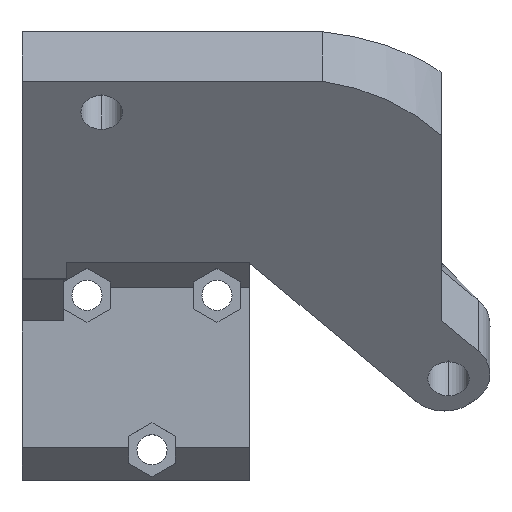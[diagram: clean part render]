
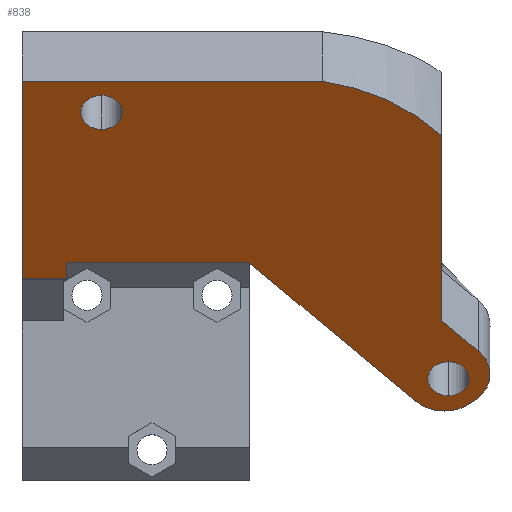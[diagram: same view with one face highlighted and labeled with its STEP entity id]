
A CAD part, top view. The second image highlights one B-rep face of the part: STEP entity #838.
In plain terms, the highlighted planar face has unit normal (0, -0.574, 0.819).
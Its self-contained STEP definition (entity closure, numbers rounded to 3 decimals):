
#42 = ORIENTED_EDGE ( 'NONE', *, *, #1806, .T. ) ;
#68 = CARTESIAN_POINT ( 'NONE',  ( 52.5, 10.296, 56.609 ) ) ;
#69 = ORIENTED_EDGE ( 'NONE', *, *, #3732, .T. ) ;
#92 = CARTESIAN_POINT ( 'NONE',  ( 29.78, 25.151, 67.01 ) ) ;
#98 = VECTOR ( 'NONE', #1930, 1000. ) ;
#133 = DIRECTION ( 'NONE',  ( 0., -0.819, -0.574 ) ) ;
#230 = CARTESIAN_POINT ( 'NONE',  ( 0., 48.963, 83.683 ) ) ;
#237 = CARTESIAN_POINT ( 'NONE',  ( 51.987, 8.424, 55.298 ) ) ;
#247 = DIRECTION ( 'NONE',  ( 0., 0.819, 0.574 ) ) ;
#258 = ORIENTED_EDGE ( 'NONE', *, *, #2081, .T. ) ;
#290 = EDGE_CURVE ( 'NONE', #3523, #3612, #1230, .T. ) ;
#430 = CARTESIAN_POINT ( 'NONE',  ( 0., 24.7, 66.694 ) ) ;
#539 = CARTESIAN_POINT ( 'NONE',  ( 51.987, 12.52, 58.166 ) ) ;
#612 = VERTEX_POINT ( 'NONE', #2942 ) ;
#652 = CARTESIAN_POINT ( 'NONE',  ( 55.124, 9.33, 55.932 ) ) ;
#780 = EDGE_CURVE ( 'NONE', #2899, #2262, #3856, .T. ) ;
#809 = ORIENTED_EDGE ( 'NONE', *, *, #828, .T. ) ;
#828 = EDGE_CURVE ( 'NONE', #612, #4196, #2158, .T. ) ;
#838 = ADVANCED_FACE ( 'NONE', ( #1082, #1804, #1023 ), #1362, .F. ) ;
#849 = AXIS2_PLACEMENT_3D ( 'NONE', #2205, #2227, #1611 ) ;
#890 = VERTEX_POINT ( 'NONE', #652 ) ;
#918 = VERTEX_POINT ( 'NONE', #3310 ) ;
#933 = AXIS2_PLACEMENT_3D ( 'NONE', #539, #4441, #4046 ) ;
#934 = LINE ( 'NONE', #230, #3637 ) ;
#956 = EDGE_CURVE ( 'NONE', #1151, #1207, #3402, .T. ) ;
#977 = EDGE_CURVE ( 'NONE', #3012, #3223, #3773, .T. ) ;
#1015 = VECTOR ( 'NONE', #2104, 1000. ) ;
#1023 = FACE_BOUND ( 'NONE', #3009, .T. ) ;
#1069 = AXIS2_PLACEMENT_3D ( 'NONE', #3577, #3238, #2803 ) ;
#1082 = FACE_OUTER_BOUND ( 'NONE', #3741, .T. ) ;
#1137 = DIRECTION ( 'NONE',  ( 0.702, -0.584, -0.409 ) ) ;
#1151 = VERTEX_POINT ( 'NONE', #1653 ) ;
#1180 = DIRECTION ( 'NONE',  ( 0., -0.574, 0.819 ) ) ;
#1201 = DIRECTION ( 'NONE',  ( 0., -0.819, -0.574 ) ) ;
#1207 = VERTEX_POINT ( 'NONE', #68 ) ;
#1214 = DIRECTION ( 'NONE',  ( -1., 0., 0. ) ) ;
#1230 = LINE ( 'NONE', #3746, #98 ) ;
#1243 = LINE ( 'NONE', #3006, #1520 ) ;
#1250 = DIRECTION ( 'NONE',  ( 0., -0.574, 0.819 ) ) ;
#1362 = PLANE ( 'NONE',  #1069 ) ;
#1489 = CARTESIAN_POINT ( 'NONE',  ( 55.747, 9.742, 56.22 ) ) ;
#1520 = VECTOR ( 'NONE', #1214, 1000. ) ;
#1525 = VECTOR ( 'NONE', #3396, 1000. ) ;
#1581 = ORIENTED_EDGE ( 'NONE', *, *, #2848, .T. ) ;
#1598 = VECTOR ( 'NONE', #1137, 1000. ) ;
#1599 = CIRCLE ( 'NONE', #933, 5. ) ;
#1611 = DIRECTION ( 'NONE',  ( 0., -0.819, -0.574 ) ) ;
#1645 = DIRECTION ( 'NONE',  ( 0., -0.574, 0.819 ) ) ;
#1653 = CARTESIAN_POINT ( 'NONE',  ( 52.5, 14.474, 59.534 ) ) ;
#1669 = LINE ( 'NONE', #2309, #3792 ) ;
#1738 = DIRECTION ( 'NONE',  ( 1., 0., 0. ) ) ;
#1758 = VECTOR ( 'NONE', #3328, 1000. ) ;
#1785 = CARTESIAN_POINT ( 'NONE',  ( 51.6, 19.551, 63.089 ) ) ;
#1804 = FACE_BOUND ( 'NONE', #4580, .T. ) ;
#1806 = EDGE_CURVE ( 'NONE', #3681, #890, #3409, .T. ) ;
#1826 = CARTESIAN_POINT ( 'NONE',  ( 0., 48.963, 83.683 ) ) ;
#1827 = CARTESIAN_POINT ( 'NONE',  ( 52.5, 12.385, 58.071 ) ) ;
#1913 = LINE ( 'NONE', #1489, #1758 ) ;
#1930 = DIRECTION ( 'NONE',  ( -0.707, 0.579, 0.406 ) ) ;
#1957 = ORIENTED_EDGE ( 'NONE', *, *, #2034, .T. ) ;
#1975 = DIRECTION ( 'NONE',  ( 0., 0.819, 0.574 ) ) ;
#2034 = EDGE_CURVE ( 'NONE', #3638, #3681, #1599, .T. ) ;
#2068 = AXIS2_PLACEMENT_3D ( 'NONE', #2332, #1645, #3390 ) ;
#2081 = EDGE_CURVE ( 'NONE', #2262, #2919, #1243, .T. ) ;
#2104 = DIRECTION ( 'NONE',  ( -1., 0., 0. ) ) ;
#2151 = CARTESIAN_POINT ( 'NONE',  ( 5.5, 24.7, 66.694 ) ) ;
#2158 = LINE ( 'NONE', #4215, #4423 ) ;
#2196 = CIRCLE ( 'NONE', #4426, 2.55 ) ;
#2201 = AXIS2_PLACEMENT_3D ( 'NONE', #2781, #4212, #3574 ) ;
#2205 = CARTESIAN_POINT ( 'NONE',  ( 9.8, 45.151, 81.014 ) ) ;
#2227 = DIRECTION ( 'NONE',  ( 0., -0.574, 0.819 ) ) ;
#2251 = CARTESIAN_POINT ( 'NONE',  ( 52.5, 12.385, 58.071 ) ) ;
#2262 = VERTEX_POINT ( 'NONE', #4268 ) ;
#2295 = VERTEX_POINT ( 'NONE', #2151 ) ;
#2309 = CARTESIAN_POINT ( 'NONE',  ( 51.6, 42.267, 78.995 ) ) ;
#2332 = CARTESIAN_POINT ( 'NONE',  ( 52.611, 12.931, 58.454 ) ) ;
#2388 = EDGE_CURVE ( 'NONE', #890, #918, #1913, .T. ) ;
#2457 = CARTESIAN_POINT ( 'NONE',  ( 56.146, 15.827, 60.482 ) ) ;
#2606 = DIRECTION ( 'NONE',  ( 0., -0.574, 0.819 ) ) ;
#2631 = DIRECTION ( 'NONE',  ( 0., -0.574, 0.819 ) ) ;
#2781 = CARTESIAN_POINT ( 'NONE',  ( 51.987, 12.52, 58.166 ) ) ;
#2793 = EDGE_CURVE ( 'NONE', #3612, #2899, #1669, .T. ) ;
#2803 = DIRECTION ( 'NONE',  ( 0., 0.819, 0.574 ) ) ;
#2848 = EDGE_CURVE ( 'NONE', #918, #3523, #3247, .T. ) ;
#2899 = VERTEX_POINT ( 'NONE', #3220 ) ;
#2919 = VERTEX_POINT ( 'NONE', #1826 ) ;
#2942 = CARTESIAN_POINT ( 'NONE',  ( 5.5, 26.7, 68.095 ) ) ;
#3006 = CARTESIAN_POINT ( 'NONE',  ( 0., 48.963, 83.683 ) ) ;
#3009 = EDGE_LOOP ( 'NONE', ( #3145, #4433 ) ) ;
#3012 = VERTEX_POINT ( 'NONE', #4095 ) ;
#3045 = AXIS2_PLACEMENT_3D ( 'NONE', #2251, #2631, #133 ) ;
#3064 = ORIENTED_EDGE ( 'NONE', *, *, #956, .F. ) ;
#3096 = ORIENTED_EDGE ( 'NONE', *, *, #290, .T. ) ;
#3145 = ORIENTED_EDGE ( 'NONE', *, *, #3331, .F. ) ;
#3195 = CARTESIAN_POINT ( 'NONE',  ( 48.425, 9.645, 56.153 ) ) ;
#3211 = LINE ( 'NONE', #92, #1598 ) ;
#3220 = CARTESIAN_POINT ( 'NONE',  ( 51.6, 42.267, 78.995 ) ) ;
#3223 = VERTEX_POINT ( 'NONE', #3895 ) ;
#3238 = DIRECTION ( 'NONE',  ( 0., 0.574, -0.819 ) ) ;
#3247 = CIRCLE ( 'NONE', #2068, 5. ) ;
#3266 = ORIENTED_EDGE ( 'NONE', *, *, #780, .T. ) ;
#3269 = DIRECTION ( 'NONE',  ( 0., -0.819, -0.574 ) ) ;
#3310 = CARTESIAN_POINT ( 'NONE',  ( 55.747, 9.742, 56.22 ) ) ;
#3328 = DIRECTION ( 'NONE',  ( 0.779, 0.514, 0.36 ) ) ;
#3331 = EDGE_CURVE ( 'NONE', #3223, #3012, #2196, .T. ) ;
#3390 = DIRECTION ( 'NONE',  ( 0., 0.819, 0.574 ) ) ;
#3396 = DIRECTION ( 'NONE',  ( 0., 0.819, 0.574 ) ) ;
#3402 = CIRCLE ( 'NONE', #4499, 2.55 ) ;
#3409 = CIRCLE ( 'NONE', #2201, 5. ) ;
#3437 = CARTESIAN_POINT ( 'NONE',  ( 32.8, 28.768, 69.543 ) ) ;
#3523 = VERTEX_POINT ( 'NONE', #2457 ) ;
#3574 = DIRECTION ( 'NONE',  ( 0., 0.819, 0.574 ) ) ;
#3577 = CARTESIAN_POINT ( 'NONE',  ( 32.8, 28.768, 69.543 ) ) ;
#3612 = VERTEX_POINT ( 'NONE', #1785 ) ;
#3637 = VECTOR ( 'NONE', #3669, 1000. ) ;
#3638 = VERTEX_POINT ( 'NONE', #3195 ) ;
#3646 = EDGE_CURVE ( 'NONE', #2295, #4260, #4554, .T. ) ;
#3669 = DIRECTION ( 'NONE',  ( 0., -0.819, -0.574 ) ) ;
#3681 = VERTEX_POINT ( 'NONE', #237 ) ;
#3683 = ORIENTED_EDGE ( 'NONE', *, *, #2388, .T. ) ;
#3704 = LINE ( 'NONE', #4020, #1525 ) ;
#3732 = EDGE_CURVE ( 'NONE', #4196, #3638, #3211, .T. ) ;
#3741 = EDGE_LOOP ( 'NONE', ( #809, #69, #1957, #42, #3683, #1581, #3096, #3948, #3266, #258, #4047, #4469, #4573 ) ) ;
#3746 = CARTESIAN_POINT ( 'NONE',  ( 51.6, 19.551, 63.089 ) ) ;
#3773 = CIRCLE ( 'NONE', #849, 2.55 ) ;
#3792 = VECTOR ( 'NONE', #1975, 1000. ) ;
#3856 = CIRCLE ( 'NONE', #3918, 25. ) ;
#3895 = CARTESIAN_POINT ( 'NONE',  ( 9.8, 43.062, 79.552 ) ) ;
#3918 = AXIS2_PLACEMENT_3D ( 'NONE', #3437, #1250, #247 ) ;
#3948 = ORIENTED_EDGE ( 'NONE', *, *, #2793, .T. ) ;
#3970 = EDGE_CURVE ( 'NONE', #2295, #612, #3704, .T. ) ;
#4020 = CARTESIAN_POINT ( 'NONE',  ( 5.5, 23.151, 65.61 ) ) ;
#4046 = DIRECTION ( 'NONE',  ( 0., 0.819, 0.574 ) ) ;
#4047 = ORIENTED_EDGE ( 'NONE', *, *, #4159, .T. ) ;
#4049 = CARTESIAN_POINT ( 'NONE',  ( 27.917, 26.7, 68.095 ) ) ;
#4050 = ORIENTED_EDGE ( 'NONE', *, *, #4174, .F. ) ;
#4053 = CARTESIAN_POINT ( 'NONE',  ( 9.8, 45.151, 81.014 ) ) ;
#4095 = CARTESIAN_POINT ( 'NONE',  ( 9.8, 47.24, 82.477 ) ) ;
#4150 = CIRCLE ( 'NONE', #3045, 2.55 ) ;
#4159 = EDGE_CURVE ( 'NONE', #2919, #4260, #934, .T. ) ;
#4174 = EDGE_CURVE ( 'NONE', #1207, #1151, #4150, .T. ) ;
#4196 = VERTEX_POINT ( 'NONE', #4049 ) ;
#4212 = DIRECTION ( 'NONE',  ( 0., -0.574, 0.819 ) ) ;
#4215 = CARTESIAN_POINT ( 'NONE',  ( 32.8, 26.7, 68.095 ) ) ;
#4260 = VERTEX_POINT ( 'NONE', #430 ) ;
#4268 = CARTESIAN_POINT ( 'NONE',  ( 36.95, 48.963, 83.683 ) ) ;
#4423 = VECTOR ( 'NONE', #1738, 1000. ) ;
#4426 = AXIS2_PLACEMENT_3D ( 'NONE', #4053, #1180, #1201 ) ;
#4433 = ORIENTED_EDGE ( 'NONE', *, *, #977, .F. ) ;
#4441 = DIRECTION ( 'NONE',  ( 0., -0.574, 0.819 ) ) ;
#4469 = ORIENTED_EDGE ( 'NONE', *, *, #3646, .F. ) ;
#4499 = AXIS2_PLACEMENT_3D ( 'NONE', #1827, #2606, #3269 ) ;
#4534 = CARTESIAN_POINT ( 'NONE',  ( 9.142, 24.7, 66.694 ) ) ;
#4554 = LINE ( 'NONE', #4534, #1015 ) ;
#4573 = ORIENTED_EDGE ( 'NONE', *, *, #3970, .T. ) ;
#4580 = EDGE_LOOP ( 'NONE', ( #4050, #3064 ) ) ;
